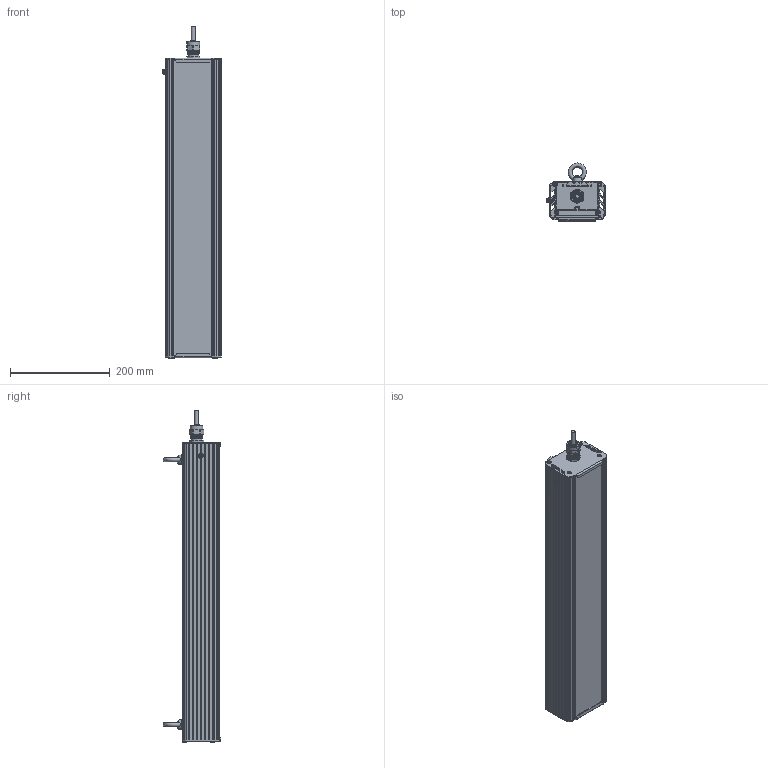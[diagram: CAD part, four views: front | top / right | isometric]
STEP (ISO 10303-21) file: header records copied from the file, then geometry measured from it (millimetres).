
FILE_DESCRIPTION(('STEP AP214'), '1');
FILE_NAME('001.0092.00.023 - ÃÑÏ-Ïðèìà-Îïòèê-2Åõ80', '', ('UNSPECIFIED'), ('UNSPECIFIED'), 'C3D Converter', 'C3D Toolkit', '');
FILE_SCHEMA(('AUTOMOTIVE_DESIGN { 1 0 10303 214 3 1 1}'));
Length unit declared in the file: millimetre
Products named in the file (30): 001.0092.00.023; 001.0065.02.000
Assembly tree (57 placements, depth 4):
  001.0092.00.023
    (unnamed)
      (unnamed)  x4
      (unnamed)  x4
      (unnamed)
      (unnamed)
      (unnamed)
      (unnamed)
      (unnamed)
      (unnamed)
      (unnamed)
      (unnamed)
      (unnamed)
      (unnamed)
      (unnamed)
        (unnamed)
    001.0065.02.000  x2
      (unnamed)
      (unnamed)
    (unnamed)  x8
      (unnamed)
      (unnamed)
      (unnamed)
      (unnamed)
      (unnamed)
      (unnamed)
      (unnamed)
      (unnamed)
      (unnamed)
      (unnamed)
Bounding box: 117.15 x 115.42 x 664.5 mm (x, y, z)
Volume: 1269233.7 mm3; surface area: 1020561.4 mm2
Topology: 304 solids, 304 shells, 3969 faces, 8885 edges, 5944 vertices
Faces by surface type: plane 2815, cylinder 906, bspline 139, cone 79, sphere 24, torus 6
Full cylindrical faces by diameter (mm): 1 x24, 2 x16, 2.5 x32, 2.8 x200, 3.2 x24, 3.5 x48, 4 x9, 5 x3, 6 x3, 7 x2, 8 x8, 9 x104, 10 x1, 12.5 x1, 13 x1, 16 x1, 17 x1, 18 x1, 18.5 x1, 19 x1, 20 x1, 21.5 x1, 22 x2, 25.5 x1
Entity records: 79281 total; most frequent: CARTESIAN_POINT 43683, DIRECTION 6146, ORIENTED_EDGE 5078, EDGE_CURVE 2539, AXIS2_PLACEMENT_3D 2250, VERTEX_POINT 1767, LINE 1646, VECTOR 1646
